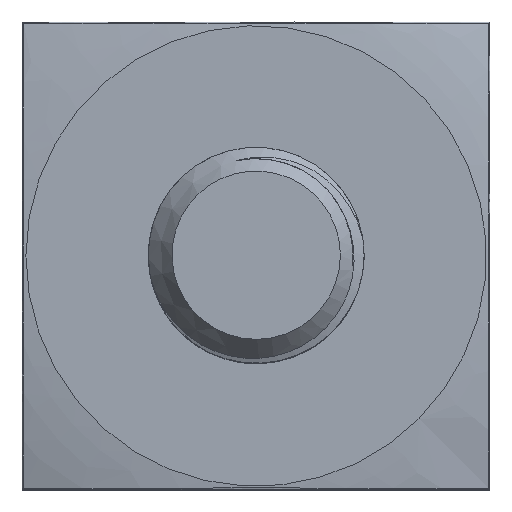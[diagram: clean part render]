
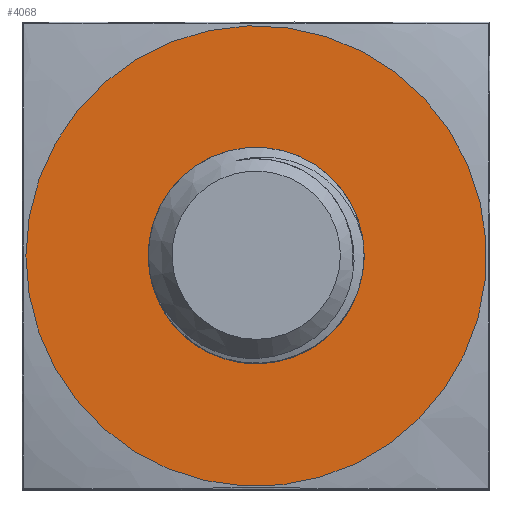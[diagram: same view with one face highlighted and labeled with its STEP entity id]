
A CAD part, top view. The second image highlights one B-rep face of the part: STEP entity #4068.
In plain terms, the highlighted planar face has unit normal (0, 0, 1).
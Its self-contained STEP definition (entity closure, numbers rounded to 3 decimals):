
#41=CIRCLE('',#4328,6.402);
#42=CIRCLE('',#4330,3.);
#1052=ORIENTED_EDGE('',*,*,#1658,.F.);
#1053=ORIENTED_EDGE('',*,*,#1657,.T.);
#1657=EDGE_CURVE('',#2006,#2006,#41,.F.);
#1658=EDGE_CURVE('',#2007,#2007,#42,.T.);
#2006=VERTEX_POINT('',#6448);
#2007=VERTEX_POINT('',#6451);
#3309=EDGE_LOOP('',(#1052));
#3310=EDGE_LOOP('',(#1053));
#3585=FACE_BOUND('',#3309,.T.);
#3586=FACE_BOUND('',#3310,.T.);
#3834=PLANE('',#4329);
#4068=ADVANCED_FACE('',(#3585,#3586),#3834,.F.);
#4328=AXIS2_PLACEMENT_3D('',#6447,#5300,#5301);
#4329=AXIS2_PLACEMENT_3D('',#6449,#5302,#5303);
#4330=AXIS2_PLACEMENT_3D('',#6450,#5304,#5305);
#5300=DIRECTION('',(0.,0.,-1.));
#5301=DIRECTION('',(-1.,0.,0.));
#5302=DIRECTION('',(0.,0.,-1.));
#5303=DIRECTION('',(-1.,0.,0.));
#5304=DIRECTION('',(0.,0.,1.));
#5305=DIRECTION('',(1.,0.,0.));
#6447=CARTESIAN_POINT('',(0.005,-0.004,5.5));
#6448=CARTESIAN_POINT('',(-6.396,-0.004,5.5));
#6449=CARTESIAN_POINT('',(0.,0.,5.5));
#6450=CARTESIAN_POINT('',(0.005,0.,5.5));
#6451=CARTESIAN_POINT('',(3.005,0.,5.5));
